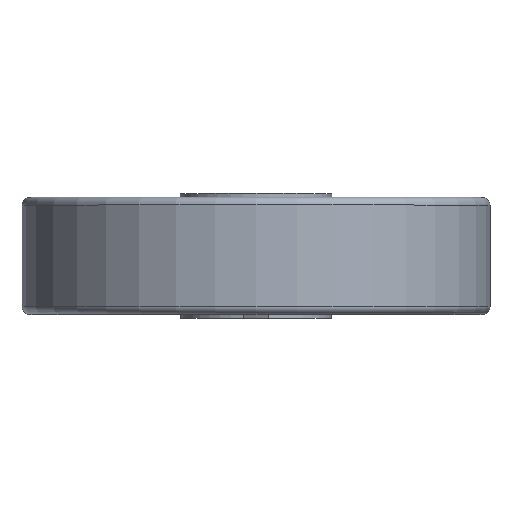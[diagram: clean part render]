
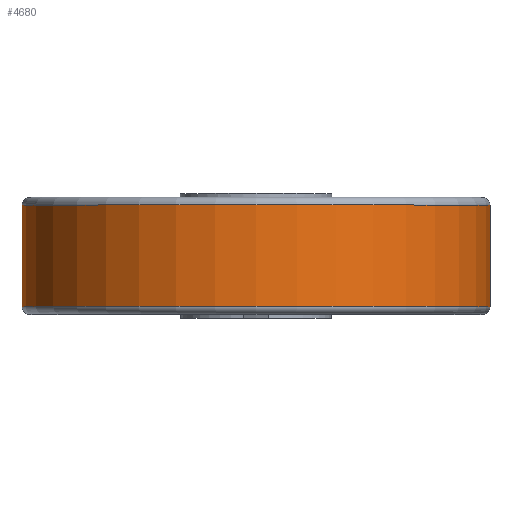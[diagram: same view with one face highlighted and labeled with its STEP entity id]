
A CAD part, top view. The second image highlights one B-rep face of the part: STEP entity #4680.
In plain terms, the highlighted cylindrical face has radius 150 mm (diameter 300 mm), a full revolution.
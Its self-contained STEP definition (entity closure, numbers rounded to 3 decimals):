
#576=FACE_OUTER_BOUND('',#890,.T.);
#890=EDGE_LOOP('',(#3830,#3831,#3832,#3833));
#1287=LINE('',#8410,#1521);
#1521=VECTOR('',#6433,150.);
#1749=CIRCLE('',#5215,150.);
#1751=CIRCLE('',#5218,150.);
#2188=VERTEX_POINT('',#8404);
#2189=VERTEX_POINT('',#8408);
#2782=EDGE_CURVE('',#2188,#2188,#1749,.T.);
#2784=EDGE_CURVE('',#2189,#2189,#1751,.T.);
#2785=EDGE_CURVE('',#2189,#2188,#1287,.T.);
#3830=ORIENTED_EDGE('',*,*,#2784,.F.);
#3831=ORIENTED_EDGE('',*,*,#2785,.T.);
#3832=ORIENTED_EDGE('',*,*,#2782,.T.);
#3833=ORIENTED_EDGE('',*,*,#2785,.F.);
#4514=CYLINDRICAL_SURFACE('',#5217,150.);
#4680=ADVANCED_FACE('',(#576),#4514,.T.);
#5215=AXIS2_PLACEMENT_3D('',#8405,#6425,#6426);
#5217=AXIS2_PLACEMENT_3D('',#8407,#6429,#6430);
#5218=AXIS2_PLACEMENT_3D('',#8409,#6431,#6432);
#6425=DIRECTION('center_axis',(0.,1.,0.));
#6426=DIRECTION('ref_axis',(1.,0.,0.));
#6429=DIRECTION('center_axis',(0.,1.,0.));
#6430=DIRECTION('ref_axis',(0.,0.,1.));
#6431=DIRECTION('center_axis',(0.,1.,0.));
#6432=DIRECTION('ref_axis',(1.,0.,0.));
#6433=DIRECTION('',(0.,-1.,0.));
#8404=CARTESIAN_POINT('',(0.,-32.5,-150.));
#8405=CARTESIAN_POINT('Origin',(0.,-32.5,0.));
#8407=CARTESIAN_POINT('Origin',(0.,0.,0.));
#8408=CARTESIAN_POINT('',(0.,32.5,-150.));
#8409=CARTESIAN_POINT('Origin',(0.,32.5,0.));
#8410=CARTESIAN_POINT('',(0.,0.,-150.));
